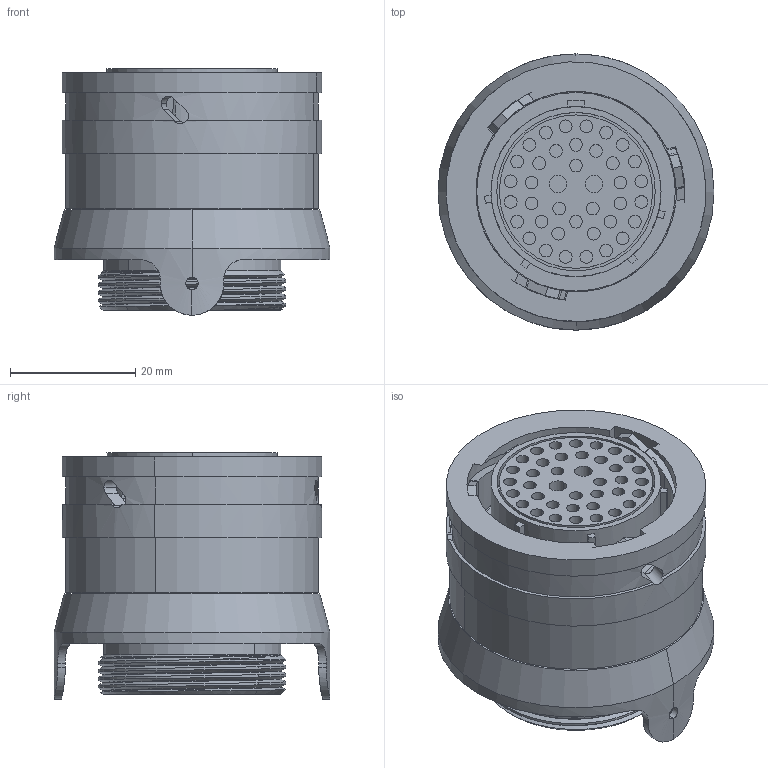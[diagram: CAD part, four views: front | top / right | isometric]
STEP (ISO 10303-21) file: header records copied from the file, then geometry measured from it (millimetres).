
FILE_DESCRIPTION (( 'STEP AP203' ), '1' );
FILE_NAME ('947-148E-20-39SN.STEP', '2020-11-24T21:30:39', ( '' ), ( '' ), 'SwSTEP 2.0', 'SolidWorks 2020', '' );
FILE_SCHEMA (( 'CONFIG_CONTROL_DESIGN' ));
Length unit declared in the file: inch
Products named in the file (1): 947-148E-20-39SN
Bounding box: 44.12 x 44.12 x 39.4 mm (x, y, z)
Volume: 37435.9 mm3; surface area: 18620.6 mm2
Topology: 1 solids, 1 shells, 318 faces, 774 edges, 509 vertices
Faces by surface type: cylinder 181, plane 117, cone 11, bspline 9
Entity records: 11641 total; most frequent: CARTESIAN_POINT 4214, ORIENTED_EDGE 1548, DIRECTION 1525, EDGE_CURVE 774, AXIS2_PLACEMENT_3D 609, VERTEX_POINT 509, EDGE_LOOP 379, ADVANCED_FACE 318
